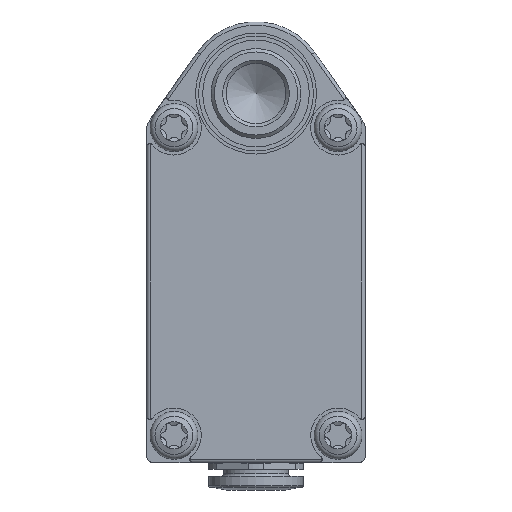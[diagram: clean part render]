
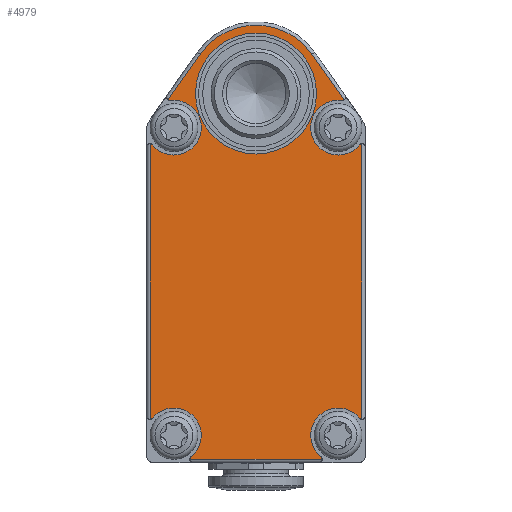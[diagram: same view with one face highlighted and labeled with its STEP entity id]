
A CAD part, front view. The second image highlights one B-rep face of the part: STEP entity #4979.
In plain terms, the highlighted planar face has unit normal (0, -1, 0).
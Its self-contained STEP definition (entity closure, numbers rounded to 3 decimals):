
#57=PLANE('',#5252);
#150=LINE('',#7336,#349);
#151=LINE('',#7345,#350);
#152=LINE('',#7353,#351);
#153=LINE('',#7361,#352);
#154=LINE('',#7365,#353);
#349=VECTOR('',#5816,1000.);
#350=VECTOR('',#5823,1000.);
#351=VECTOR('',#5830,1000.);
#352=VECTOR('',#5837,1000.);
#353=VECTOR('',#5840,1000.);
#681=CIRCLE('',#5253,6.579);
#682=CIRCLE('',#5254,0.5);
#683=CIRCLE('',#5255,4.);
#684=CIRCLE('',#5256,0.5);
#685=CIRCLE('',#5257,0.5);
#686=CIRCLE('',#5258,4.);
#687=CIRCLE('',#5259,0.5);
#688=CIRCLE('',#5260,0.5);
#689=CIRCLE('',#5261,4.);
#690=CIRCLE('',#5262,0.5);
#691=CIRCLE('',#5263,10.);
#692=CIRCLE('',#5264,0.5);
#693=CIRCLE('',#5265,4.);
#694=CIRCLE('',#5266,0.5);
#1032=ORIENTED_EDGE('',*,*,#2040,.F.);
#1033=ORIENTED_EDGE('',*,*,#2041,.F.);
#1034=ORIENTED_EDGE('',*,*,#2042,.T.);
#1035=ORIENTED_EDGE('',*,*,#2043,.F.);
#1036=ORIENTED_EDGE('',*,*,#2044,.T.);
#1037=ORIENTED_EDGE('',*,*,#2045,.F.);
#1038=ORIENTED_EDGE('',*,*,#2046,.T.);
#1039=ORIENTED_EDGE('',*,*,#2047,.F.);
#1040=ORIENTED_EDGE('',*,*,#2048,.T.);
#1041=ORIENTED_EDGE('',*,*,#2049,.T.);
#1042=ORIENTED_EDGE('',*,*,#2050,.T.);
#1043=ORIENTED_EDGE('',*,*,#2051,.F.);
#1044=ORIENTED_EDGE('',*,*,#2052,.T.);
#1045=ORIENTED_EDGE('',*,*,#2053,.F.);
#1046=ORIENTED_EDGE('',*,*,#2054,.F.);
#1047=ORIENTED_EDGE('',*,*,#2055,.T.);
#1048=ORIENTED_EDGE('',*,*,#2056,.T.);
#1049=ORIENTED_EDGE('',*,*,#2057,.F.);
#1050=ORIENTED_EDGE('',*,*,#2058,.T.);
#2040=EDGE_CURVE('',#2526,#2526,#681,.F.);
#2041=EDGE_CURVE('',#2527,#2528,#150,.T.);
#2042=EDGE_CURVE('',#2527,#2529,#682,.F.);
#2043=EDGE_CURVE('',#2530,#2529,#683,.F.);
#2044=EDGE_CURVE('',#2530,#2531,#684,.F.);
#2045=EDGE_CURVE('',#2532,#2531,#151,.T.);
#2046=EDGE_CURVE('',#2532,#2533,#685,.F.);
#2047=EDGE_CURVE('',#2534,#2533,#686,.F.);
#2048=EDGE_CURVE('',#2534,#2535,#687,.F.);
#2049=EDGE_CURVE('',#2535,#2536,#152,.T.);
#2050=EDGE_CURVE('',#2536,#2537,#688,.F.);
#2051=EDGE_CURVE('',#2538,#2537,#689,.F.);
#2052=EDGE_CURVE('',#2538,#2539,#690,.F.);
#2053=EDGE_CURVE('',#2540,#2539,#153,.T.);
#2054=EDGE_CURVE('',#2541,#2540,#691,.T.);
#2055=EDGE_CURVE('',#2541,#2542,#154,.T.);
#2056=EDGE_CURVE('',#2542,#2543,#692,.F.);
#2057=EDGE_CURVE('',#2544,#2543,#693,.F.);
#2058=EDGE_CURVE('',#2544,#2528,#694,.F.);
#2526=VERTEX_POINT('',#7335);
#2527=VERTEX_POINT('',#7337);
#2528=VERTEX_POINT('',#7338);
#2529=VERTEX_POINT('',#7340);
#2530=VERTEX_POINT('',#7342);
#2531=VERTEX_POINT('',#7344);
#2532=VERTEX_POINT('',#7346);
#2533=VERTEX_POINT('',#7348);
#2534=VERTEX_POINT('',#7350);
#2535=VERTEX_POINT('',#7352);
#2536=VERTEX_POINT('',#7354);
#2537=VERTEX_POINT('',#7356);
#2538=VERTEX_POINT('',#7358);
#2539=VERTEX_POINT('',#7360);
#2540=VERTEX_POINT('',#7362);
#2541=VERTEX_POINT('',#7364);
#2542=VERTEX_POINT('',#7366);
#2543=VERTEX_POINT('',#7368);
#2544=VERTEX_POINT('',#7370);
#2871=EDGE_LOOP('',(#1032));
#2872=EDGE_LOOP('',(#1033,#1034,#1035,#1036,#1037,#1038,#1039,#1040,#1041,
#1042,#1043,#1044,#1045,#1046,#1047,#1048,#1049,#1050));
#3143=FACE_BOUND('',#2871,.T.);
#3144=FACE_BOUND('',#2872,.T.);
#4979=ADVANCED_FACE('',(#3143,#3144),#57,.F.);
#5252=AXIS2_PLACEMENT_3D('',#7333,#5812,#5813);
#5253=AXIS2_PLACEMENT_3D('',#7334,#5814,#5815);
#5254=AXIS2_PLACEMENT_3D('',#7339,#5817,#5818);
#5255=AXIS2_PLACEMENT_3D('',#7341,#5819,#5820);
#5256=AXIS2_PLACEMENT_3D('',#7343,#5821,#5822);
#5257=AXIS2_PLACEMENT_3D('',#7347,#5824,#5825);
#5258=AXIS2_PLACEMENT_3D('',#7349,#5826,#5827);
#5259=AXIS2_PLACEMENT_3D('',#7351,#5828,#5829);
#5260=AXIS2_PLACEMENT_3D('',#7355,#5831,#5832);
#5261=AXIS2_PLACEMENT_3D('',#7357,#5833,#5834);
#5262=AXIS2_PLACEMENT_3D('',#7359,#5835,#5836);
#5263=AXIS2_PLACEMENT_3D('',#7363,#5838,#5839);
#5264=AXIS2_PLACEMENT_3D('',#7367,#5841,#5842);
#5265=AXIS2_PLACEMENT_3D('',#7369,#5843,#5844);
#5266=AXIS2_PLACEMENT_3D('',#7371,#5845,#5846);
#5812=DIRECTION('',(0.,1.,0.));
#5813=DIRECTION('',(0.,0.,1.));
#5814=DIRECTION('',(0.,1.,0.));
#5815=DIRECTION('',(0.,0.,1.));
#5816=DIRECTION('',(0.,0.,1.));
#5817=DIRECTION('',(0.,1.,0.));
#5818=DIRECTION('',(0.,0.,1.));
#5819=DIRECTION('',(0.,1.,0.));
#5820=DIRECTION('',(0.,0.,1.));
#5821=DIRECTION('',(0.,1.,0.));
#5822=DIRECTION('',(0.,0.,1.));
#5823=DIRECTION('',(-1.,0.,0.));
#5824=DIRECTION('',(0.,1.,0.));
#5825=DIRECTION('',(0.,0.,1.));
#5826=DIRECTION('',(0.,1.,0.));
#5827=DIRECTION('',(0.,0.,1.));
#5828=DIRECTION('',(0.,1.,0.));
#5829=DIRECTION('',(0.,0.,1.));
#5830=DIRECTION('',(0.,0.,1.));
#5831=DIRECTION('',(0.,1.,0.));
#5832=DIRECTION('',(0.,0.,1.));
#5833=DIRECTION('',(0.,1.,0.));
#5834=DIRECTION('',(0.,0.,1.));
#5835=DIRECTION('',(0.,1.,0.));
#5836=DIRECTION('',(0.,0.,1.));
#5837=DIRECTION('',(0.574,0.,-0.819));
#5838=DIRECTION('',(0.,1.,0.));
#5839=DIRECTION('',(0.,0.,1.));
#5840=DIRECTION('',(-0.574,0.,-0.819));
#5841=DIRECTION('',(0.,1.,0.));
#5842=DIRECTION('',(0.,0.,1.));
#5843=DIRECTION('',(0.,1.,0.));
#5844=DIRECTION('',(0.,0.,1.));
#5845=DIRECTION('',(0.,1.,0.));
#5846=DIRECTION('',(0.,0.,1.));
#7333=CARTESIAN_POINT('',(-15.,-15.,-53.));
#7334=CARTESIAN_POINT('',(0.,-15.,0.));
#7335=CARTESIAN_POINT('',(0.,-15.,6.579));
#7336=CARTESIAN_POINT('',(-15.5,-15.,-61.));
#7337=CARTESIAN_POINT('',(-15.5,-15.,-47.672));
#7338=CARTESIAN_POINT('',(-15.5,-15.,-7.328));
#7339=CARTESIAN_POINT('',(-15.5,-15.,-47.172));
#7340=CARTESIAN_POINT('',(-15.111,-15.,-47.486));
#7341=CARTESIAN_POINT('',(-12.,-15.,-50.));
#7342=CARTESIAN_POINT('',(-9.486,-15.,-53.111));
#7343=CARTESIAN_POINT('',(-9.172,-15.,-53.5));
#7344=CARTESIAN_POINT('',(-9.672,-15.,-53.5));
#7345=CARTESIAN_POINT('',(16.,-15.,-53.5));
#7346=CARTESIAN_POINT('',(9.672,-15.,-53.5));
#7347=CARTESIAN_POINT('',(9.172,-15.,-53.5));
#7348=CARTESIAN_POINT('',(9.486,-15.,-53.111));
#7349=CARTESIAN_POINT('',(12.,-15.,-50.));
#7350=CARTESIAN_POINT('',(15.111,-15.,-47.486));
#7351=CARTESIAN_POINT('',(15.5,-15.,-47.172));
#7352=CARTESIAN_POINT('',(15.5,-15.,-47.672));
#7353=CARTESIAN_POINT('',(15.5,-15.,-61.));
#7354=CARTESIAN_POINT('',(15.5,-15.,-7.328));
#7355=CARTESIAN_POINT('',(15.5,-15.,-7.828));
#7356=CARTESIAN_POINT('',(15.111,-15.,-7.514));
#7357=CARTESIAN_POINT('',(12.,-15.,-5.));
#7358=CARTESIAN_POINT('',(12.52,-15.,-1.034));
#7359=CARTESIAN_POINT('',(12.585,-15.,-0.538));
#7360=CARTESIAN_POINT('',(12.871,-15.,-0.948));
#7361=CARTESIAN_POINT('',(0.448,-15.,16.794));
#7362=CARTESIAN_POINT('',(8.192,-15.,5.736));
#7363=CARTESIAN_POINT('',(0.,-15.,0.));
#7364=CARTESIAN_POINT('',(-8.192,-15.,5.736));
#7365=CARTESIAN_POINT('',(-0.448,-15.,16.794));
#7366=CARTESIAN_POINT('',(-12.871,-15.,-0.948));
#7367=CARTESIAN_POINT('',(-12.585,-15.,-0.538));
#7368=CARTESIAN_POINT('',(-12.52,-15.,-1.034));
#7369=CARTESIAN_POINT('',(-12.,-15.,-5.));
#7370=CARTESIAN_POINT('',(-15.111,-15.,-7.514));
#7371=CARTESIAN_POINT('',(-15.5,-15.,-7.828));
